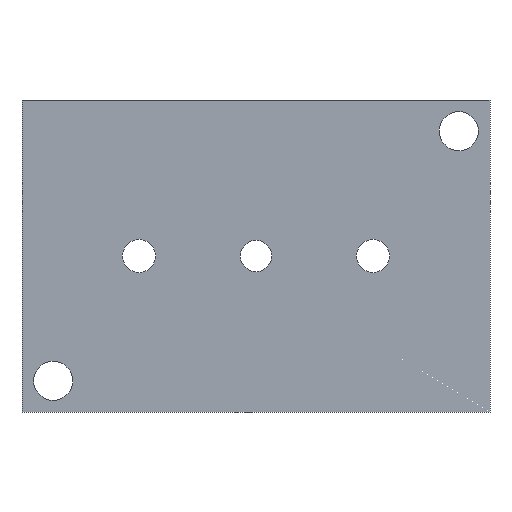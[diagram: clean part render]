
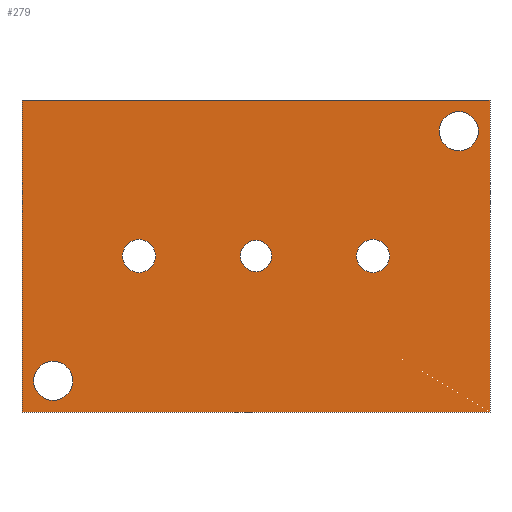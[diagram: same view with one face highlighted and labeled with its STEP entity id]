
A CAD part, front view. The second image highlights one B-rep face of the part: STEP entity #279.
In plain terms, the highlighted planar face has unit normal (0, -1, 0).
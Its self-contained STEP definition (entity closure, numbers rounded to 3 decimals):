
#1 = VERTEX_POINT ( 'NONE', #130 ) ;
#4 = EDGE_CURVE ( 'NONE', #525, #539, #161, .T. ) ;
#8 = VERTEX_POINT ( 'NONE', #171 ) ;
#19 = EDGE_CURVE ( 'NONE', #123, #8, #215, .T. ) ;
#20 = EDGE_LOOP ( 'NONE', ( #246, #34 ) ) ;
#21 = EDGE_CURVE ( 'NONE', #369, #80, #231, .T. ) ;
#23 = ORIENTED_EDGE ( 'NONE', *, *, #38, .F. ) ;
#27 = ORIENTED_EDGE ( 'NONE', *, *, #89, .F. ) ;
#28 = EDGE_LOOP ( 'NONE', ( #352, #193 ) ) ;
#29 = VERTEX_POINT ( 'NONE', #281 ) ;
#31 = EDGE_LOOP ( 'NONE', ( #83, #27 ) ) ;
#33 = EDGE_CURVE ( 'NONE', #52, #1, #282, .T. ) ;
#34 = ORIENTED_EDGE ( 'NONE', *, *, #533, .F. ) ;
#35 = VERTEX_POINT ( 'NONE', #287 ) ;
#36 = EDGE_CURVE ( 'NONE', #552, #543, #288, .T. ) ;
#37 = ORIENTED_EDGE ( 'NONE', *, *, #129, .T. ) ;
#38 = EDGE_CURVE ( 'NONE', #29, #552, #292, .T. ) ;
#41 = EDGE_CURVE ( 'NONE', #192, #35, #309, .T. ) ;
#50 = ORIENTED_EDGE ( 'NONE', *, *, #19, .T. ) ;
#52 = VERTEX_POINT ( 'NONE', #362 ) ;
#69 = ORIENTED_EDGE ( 'NONE', *, *, #91, .F. ) ;
#80 = VERTEX_POINT ( 'NONE', #487 ) ;
#83 = ORIENTED_EDGE ( 'NONE', *, *, #33, .F. ) ;
#89 = EDGE_CURVE ( 'NONE', #1, #52, #177, .T. ) ;
#91 = EDGE_CURVE ( 'NONE', #543, #544, #196, .T. ) ;
#95 = ORIENTED_EDGE ( 'NONE', *, *, #4, .F. ) ;
#106 = EDGE_CURVE ( 'NONE', #539, #525, #259, .T. ) ;
#114 = ORIENTED_EDGE ( 'NONE', *, *, #541, .F. ) ;
#123 = VERTEX_POINT ( 'NONE', #363 ) ;
#127 = EDGE_CURVE ( 'NONE', #80, #369, #373, .T. ) ;
#129 = EDGE_CURVE ( 'NONE', #8, #123, #390, .T. ) ;
#130 = CARTESIAN_POINT ( 'NONE',  ( 30., 0., 4.25 ) ) ;
#139 = FACE_BOUND ( 'NONE', #524, .T. ) ;
#140 = FACE_BOUND ( 'NONE', #31, .T. ) ;
#141 = FACE_BOUND ( 'NONE', #20, .T. ) ;
#142 = FACE_BOUND ( 'NONE', #158, .T. ) ;
#143 = FACE_OUTER_BOUND ( 'NONE', #335, .T. ) ;
#144 = FACE_BOUND ( 'NONE', #28, .T. ) ;
#145 = PLANE ( 'NONE',  #146 ) ;
#146 = AXIS2_PLACEMENT_3D ( 'NONE', #147, #148, #149 ) ;
#147 = CARTESIAN_POINT ( 'NONE',  ( -60., 0., -40. ) ) ;
#148 = DIRECTION ( 'NONE',  ( 0., 1., 0. ) ) ;
#149 = DIRECTION ( 'NONE',  ( 0., 0., 1. ) ) ;
#156 = ORIENTED_EDGE ( 'NONE', *, *, #36, .F. ) ;
#158 = EDGE_LOOP ( 'NONE', ( #553, #95 ) ) ;
#161 = CIRCLE ( 'NONE', #162, 4. ) ;
#162 = AXIS2_PLACEMENT_3D ( 'NONE', #163, #164, #165 ) ;
#163 = CARTESIAN_POINT ( 'NONE',  ( 0., 0., 0. ) ) ;
#164 = DIRECTION ( 'NONE',  ( 0., -1., 0. ) ) ;
#165 = DIRECTION ( 'NONE',  ( 0., 0., -1. ) ) ;
#171 = CARTESIAN_POINT ( 'NONE',  ( 52., 0., 27. ) ) ;
#172 = CARTESIAN_POINT ( 'NONE',  ( -52., 0., -27. ) ) ;
#177 = CIRCLE ( 'NONE', #178, 4.25 ) ;
#178 = AXIS2_PLACEMENT_3D ( 'NONE', #179, #180, #181 ) ;
#179 = CARTESIAN_POINT ( 'NONE',  ( 30., 0., 0. ) ) ;
#180 = DIRECTION ( 'NONE',  ( 0., -1., 0. ) ) ;
#181 = DIRECTION ( 'NONE',  ( 0., 0., -1. ) ) ;
#182 = CARTESIAN_POINT ( 'NONE',  ( -60., 0., -40. ) ) ;
#192 = VERTEX_POINT ( 'NONE', #443 ) ;
#193 = ORIENTED_EDGE ( 'NONE', *, *, #21, .T. ) ;
#196 = LINE ( 'NONE', #197, #198 ) ;
#197 = CARTESIAN_POINT ( 'NONE',  ( -60., 0., 40. ) ) ;
#198 = VECTOR ( 'NONE', #199, 1000. ) ;
#199 = DIRECTION ( 'NONE',  ( 1., 0., 0. ) ) ;
#215 = CIRCLE ( 'NONE', #216, 5. ) ;
#216 = AXIS2_PLACEMENT_3D ( 'NONE', #217, #218, #219 ) ;
#217 = CARTESIAN_POINT ( 'NONE',  ( 52., 0., 32. ) ) ;
#218 = DIRECTION ( 'NONE',  ( 0., 1., 0. ) ) ;
#219 = DIRECTION ( 'NONE',  ( 0., 0., 1. ) ) ;
#231 = CIRCLE ( 'NONE', #232, 5. ) ;
#232 = AXIS2_PLACEMENT_3D ( 'NONE', #233, #234, #235 ) ;
#233 = CARTESIAN_POINT ( 'NONE',  ( -52., 0., -32. ) ) ;
#234 = DIRECTION ( 'NONE',  ( 0., 1., 0. ) ) ;
#235 = DIRECTION ( 'NONE',  ( 0., 0., 1. ) ) ;
#246 = ORIENTED_EDGE ( 'NONE', *, *, #41, .F. ) ;
#259 = CIRCLE ( 'NONE', #260, 4. ) ;
#260 = AXIS2_PLACEMENT_3D ( 'NONE', #261, #262, #263 ) ;
#261 = CARTESIAN_POINT ( 'NONE',  ( 0., 0., 0. ) ) ;
#262 = DIRECTION ( 'NONE',  ( 0., -1., 0. ) ) ;
#263 = DIRECTION ( 'NONE',  ( 0., 0., -1. ) ) ;
#278 = CARTESIAN_POINT ( 'NONE',  ( 0., 0., 4. ) ) ;
#279 = ADVANCED_FACE ( 'NONE', ( #139, #140, #141, #142, #143, #144 ), #145, .F. ) ;
#281 = CARTESIAN_POINT ( 'NONE',  ( 60., 0., -40. ) ) ;
#282 = CIRCLE ( 'NONE', #283, 4.25 ) ;
#283 = AXIS2_PLACEMENT_3D ( 'NONE', #284, #285, #286 ) ;
#284 = CARTESIAN_POINT ( 'NONE',  ( 30., 0., 0. ) ) ;
#285 = DIRECTION ( 'NONE',  ( 0., -1., 0. ) ) ;
#286 = DIRECTION ( 'NONE',  ( 0., 0., -1. ) ) ;
#287 = CARTESIAN_POINT ( 'NONE',  ( -30., 0., 4.25 ) ) ;
#288 = LINE ( 'NONE', #289, #290 ) ;
#289 = CARTESIAN_POINT ( 'NONE',  ( -60., 0., -40. ) ) ;
#290 = VECTOR ( 'NONE', #291, 1000. ) ;
#291 = DIRECTION ( 'NONE',  ( 0., 0., 1. ) ) ;
#292 = LINE ( 'NONE', #293, #294 ) ;
#293 = CARTESIAN_POINT ( 'NONE',  ( -60., 0., -40. ) ) ;
#294 = VECTOR ( 'NONE', #295, 1000. ) ;
#295 = DIRECTION ( 'NONE',  ( -1., 0., 0. ) ) ;
#309 = CIRCLE ( 'NONE', #310, 4.25 ) ;
#310 = AXIS2_PLACEMENT_3D ( 'NONE', #311, #312, #313 ) ;
#311 = CARTESIAN_POINT ( 'NONE',  ( -30., 0., 0. ) ) ;
#312 = DIRECTION ( 'NONE',  ( 0., -1., 0. ) ) ;
#313 = DIRECTION ( 'NONE',  ( 0., 0., -1. ) ) ;
#335 = EDGE_LOOP ( 'NONE', ( #156, #23, #114, #69 ) ) ;
#352 = ORIENTED_EDGE ( 'NONE', *, *, #127, .T. ) ;
#362 = CARTESIAN_POINT ( 'NONE',  ( 30., 0., -4.25 ) ) ;
#363 = CARTESIAN_POINT ( 'NONE',  ( 52., 0., 37. ) ) ;
#369 = VERTEX_POINT ( 'NONE', #172 ) ;
#373 = CIRCLE ( 'NONE', #374, 5. ) ;
#374 = AXIS2_PLACEMENT_3D ( 'NONE', #375, #376, #377 ) ;
#375 = CARTESIAN_POINT ( 'NONE',  ( -52., 0., -32. ) ) ;
#376 = DIRECTION ( 'NONE',  ( 0., 1., 0. ) ) ;
#377 = DIRECTION ( 'NONE',  ( 0., 0., 1. ) ) ;
#390 = CIRCLE ( 'NONE', #391, 5. ) ;
#391 = AXIS2_PLACEMENT_3D ( 'NONE', #392, #393, #394 ) ;
#392 = CARTESIAN_POINT ( 'NONE',  ( 52., 0., 32. ) ) ;
#393 = DIRECTION ( 'NONE',  ( 0., 1., 0. ) ) ;
#394 = DIRECTION ( 'NONE',  ( 0., 0., 1. ) ) ;
#423 = CIRCLE ( 'NONE', #424, 4.25 ) ;
#424 = AXIS2_PLACEMENT_3D ( 'NONE', #425, #426, #427 ) ;
#425 = CARTESIAN_POINT ( 'NONE',  ( -30., 0., 0. ) ) ;
#426 = DIRECTION ( 'NONE',  ( 0., -1., 0. ) ) ;
#427 = DIRECTION ( 'NONE',  ( 0., 0., -1. ) ) ;
#443 = CARTESIAN_POINT ( 'NONE',  ( -30., 0., -4.25 ) ) ;
#452 = CARTESIAN_POINT ( 'NONE',  ( 0., 0., -4. ) ) ;
#465 = LINE ( 'NONE', #466, #467 ) ;
#466 = CARTESIAN_POINT ( 'NONE',  ( 60., 0., -40. ) ) ;
#467 = VECTOR ( 'NONE', #468, 1000. ) ;
#468 = DIRECTION ( 'NONE',  ( 0., 0., -1. ) ) ;
#486 = CARTESIAN_POINT ( 'NONE',  ( -60., 0., 40. ) ) ;
#487 = CARTESIAN_POINT ( 'NONE',  ( -52., 0., -37. ) ) ;
#488 = CARTESIAN_POINT ( 'NONE',  ( 60., 0., 40. ) ) ;
#524 = EDGE_LOOP ( 'NONE', ( #37, #50 ) ) ;
#525 = VERTEX_POINT ( 'NONE', #278 ) ;
#533 = EDGE_CURVE ( 'NONE', #35, #192, #423, .T. ) ;
#539 = VERTEX_POINT ( 'NONE', #452 ) ;
#541 = EDGE_CURVE ( 'NONE', #544, #29, #465, .T. ) ;
#543 = VERTEX_POINT ( 'NONE', #486 ) ;
#544 = VERTEX_POINT ( 'NONE', #488 ) ;
#552 = VERTEX_POINT ( 'NONE', #182 ) ;
#553 = ORIENTED_EDGE ( 'NONE', *, *, #106, .F. ) ;
